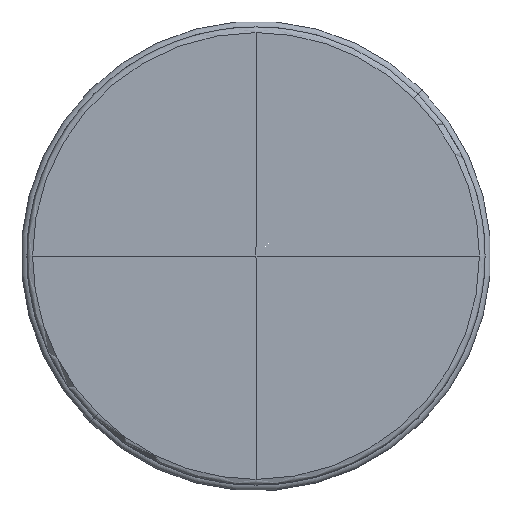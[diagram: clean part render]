
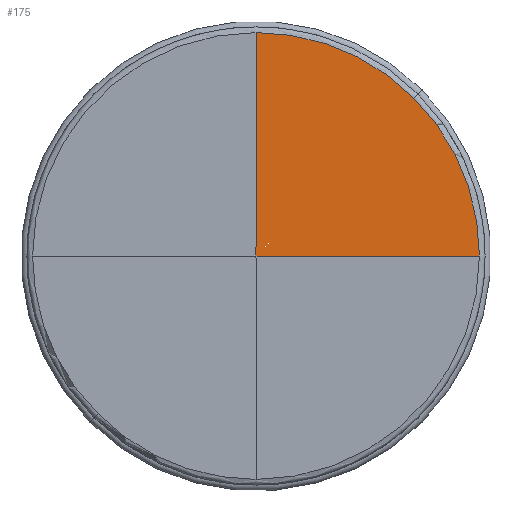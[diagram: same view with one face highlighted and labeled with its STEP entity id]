
A CAD part, front view. The second image highlights one B-rep face of the part: STEP entity #175.
In plain terms, the highlighted planar face has unit normal (0, -1, 0).
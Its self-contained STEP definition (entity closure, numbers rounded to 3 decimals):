
#34 = VERTEX_POINT ( 'NONE', #1508 ) ;
#175 = ADVANCED_FACE ( 'NONE', ( #1112 ), #208, .F. ) ;
#177 = ORIENTED_EDGE ( 'NONE', *, *, #2206, .T. ) ;
#208 = PLANE ( 'NONE',  #1597 ) ;
#210 = CARTESIAN_POINT ( 'NONE',  ( 0., 0., 0. ) ) ;
#251 = VECTOR ( 'NONE', #592, 1000. ) ;
#274 = EDGE_CURVE ( 'NONE', #1092, #1665, #2033, .T. ) ;
#358 = CARTESIAN_POINT ( 'NONE',  ( 0., 0., 0. ) ) ;
#394 = ORIENTED_EDGE ( 'NONE', *, *, #618, .F. ) ;
#477 = DIRECTION ( 'NONE',  ( 0., -1., 0. ) ) ;
#561 = DIRECTION ( 'NONE',  ( 0., 1., 0. ) ) ;
#591 = ORIENTED_EDGE ( 'NONE', *, *, #274, .T. ) ;
#592 = DIRECTION ( 'NONE',  ( -0.707, 0., -0.707 ) ) ;
#618 = EDGE_CURVE ( 'NONE', #1092, #951, #1117, .T. ) ;
#951 = VERTEX_POINT ( 'NONE', #2083 ) ;
#1092 = VERTEX_POINT ( 'NONE', #1722 ) ;
#1112 = FACE_OUTER_BOUND ( 'NONE', #2265, .T. ) ;
#1117 = LINE ( 'NONE', #1268, #251 ) ;
#1120 = CIRCLE ( 'NONE', #2154, 390. ) ;
#1268 = CARTESIAN_POINT ( 'NONE',  ( 0., 0., 0. ) ) ;
#1290 = ORIENTED_EDGE ( 'NONE', *, *, #2064, .T. ) ;
#1302 = DIRECTION ( 'NONE',  ( 0.707, 0., -0.707 ) ) ;
#1385 = CARTESIAN_POINT ( 'NONE',  ( 0., 0., 390. ) ) ;
#1508 = CARTESIAN_POINT ( 'NONE',  ( -275.772, 0., 275.772 ) ) ;
#1561 = DIRECTION ( 'NONE',  ( 0., 0., 1. ) ) ;
#1597 = AXIS2_PLACEMENT_3D ( 'NONE', #358, #561, #2122 ) ;
#1598 = CARTESIAN_POINT ( 'NONE',  ( 0., 0., 0. ) ) ;
#1665 = VERTEX_POINT ( 'NONE', #1385 ) ;
#1722 = CARTESIAN_POINT ( 'NONE',  ( 275.772, 0., 275.772 ) ) ;
#1747 = VECTOR ( 'NONE', #1302, 1000. ) ;
#1955 = DIRECTION ( 'NONE',  ( 0., -1., 0. ) ) ;
#2033 = CIRCLE ( 'NONE', #2179, 390. ) ;
#2038 = LINE ( 'NONE', #2175, #1747 ) ;
#2064 = EDGE_CURVE ( 'NONE', #1665, #34, #1120, .T. ) ;
#2083 = CARTESIAN_POINT ( 'NONE',  ( 0., 0., 0. ) ) ;
#2122 = DIRECTION ( 'NONE',  ( 0., 0., 1. ) ) ;
#2132 = DIRECTION ( 'NONE',  ( 0., 0., 1. ) ) ;
#2154 = AXIS2_PLACEMENT_3D ( 'NONE', #210, #477, #1561 ) ;
#2175 = CARTESIAN_POINT ( 'NONE',  ( 0., 0., 0. ) ) ;
#2179 = AXIS2_PLACEMENT_3D ( 'NONE', #1598, #1955, #2132 ) ;
#2206 = EDGE_CURVE ( 'NONE', #34, #951, #2038, .T. ) ;
#2265 = EDGE_LOOP ( 'NONE', ( #394, #591, #1290, #177 ) ) ;
